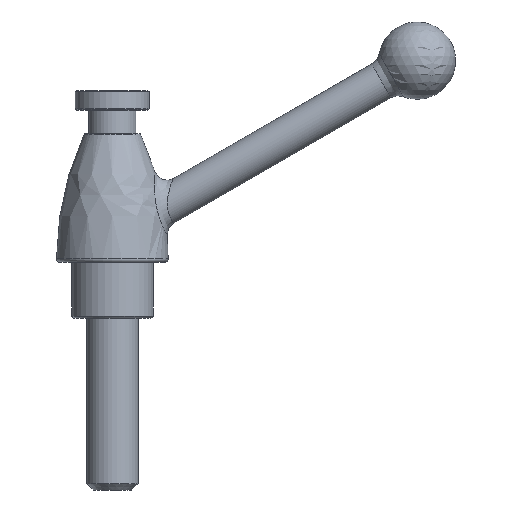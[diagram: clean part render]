
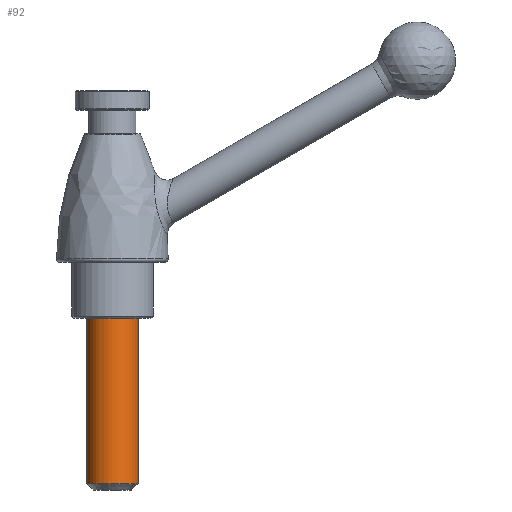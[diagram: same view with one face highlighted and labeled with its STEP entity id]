
A CAD part, front view. The second image highlights one B-rep face of the part: STEP entity #92.
In plain terms, the highlighted cylindrical face has radius 6 mm (diameter 12 mm), a full revolution.
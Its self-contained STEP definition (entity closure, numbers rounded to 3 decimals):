
#92 = ADVANCED_FACE( '', ( #204, #205 ), #206, .T. );
#204 = FACE_OUTER_BOUND( '', #1165, .T. );
#205 = FACE_OUTER_BOUND( '', #1166, .T. );
#206 = CYLINDRICAL_SURFACE( '', #1167, 6. );
#1165 = EDGE_LOOP( '', ( #1970 ) );
#1166 = EDGE_LOOP( '', ( #1971 ) );
#1167 = AXIS2_PLACEMENT_3D( '', #1972, #1973, #1974 );
#1970 = ORIENTED_EDGE( '', *, *, #2024, .T. );
#1971 = ORIENTED_EDGE( '', *, *, #2046, .T. );
#1972 = CARTESIAN_POINT( '', ( 0., 0., -40. ) );
#1973 = DIRECTION( '', ( 0., 0., -1. ) );
#1974 = DIRECTION( '', ( 1., 0., 0. ) );
#2024 = EDGE_CURVE( '', #2086, #2086, #2087, .F. );
#2046 = EDGE_CURVE( '', #2120, #2120, #2121, .F. );
#2086 = VERTEX_POINT( '', #2409 );
#2087 = CIRCLE( '', #2410, 6. );
#2120 = VERTEX_POINT( '', #2880 );
#2121 = CIRCLE( '', #2881, 6. );
#2409 = CARTESIAN_POINT( '', ( -6., 0., -38.5 ) );
#2410 = AXIS2_PLACEMENT_3D( '', #3135, #3136, #3137 );
#2880 = CARTESIAN_POINT( '', ( 6., 0., 0. ) );
#2881 = AXIS2_PLACEMENT_3D( '', #3165, #3166, #3167 );
#3135 = CARTESIAN_POINT( '', ( 0., 0., -38.5 ) );
#3136 = DIRECTION( '', ( 0., 0., -1. ) );
#3137 = DIRECTION( '', ( -1., 0., 0. ) );
#3165 = CARTESIAN_POINT( '', ( 0., 0., 0. ) );
#3166 = DIRECTION( '', ( 0., 0., 1. ) );
#3167 = DIRECTION( '', ( 1., 0., 0. ) );
